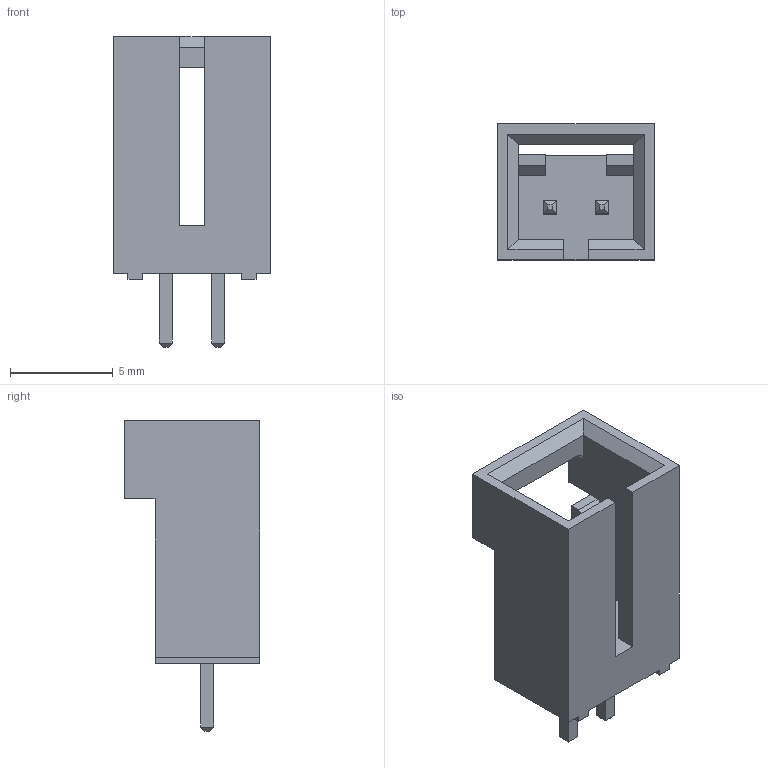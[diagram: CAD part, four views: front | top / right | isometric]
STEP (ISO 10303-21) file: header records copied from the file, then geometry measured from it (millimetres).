
FILE_DESCRIPTION (( 'STEP AP214' ), '1' );
FILE_NAME ('MX2.54-2.STEP', '2020-11-10T10:17:39', ( 'Elessar' ), ( '' ), 'SwSTEP 2.0', 'SolidWorks 2018', '' );
FILE_SCHEMA (( 'AUTOMOTIVE_DESIGN' ));
Length unit declared in the file: millimetre
Products named in the file (1): MX2.54-2
Bounding box: 7.63 x 6.6 x 15.1 mm (x, y, z)
Volume: 265 mm3; surface area: 571.9 mm2
Topology: 1 solids, 1 shells, 77 faces, 197 edges, 124 vertices
Faces by surface type: plane 75, cylinder 2
Entity records: 2693 total; most frequent: CARTESIAN_POINT 399, ORIENTED_EDGE 394, DIRECTION 357, EDGE_CURVE 197, VECTOR 193, LINE 193, VERTEX_POINT 124, AXIS2_PLACEMENT_3D 82
